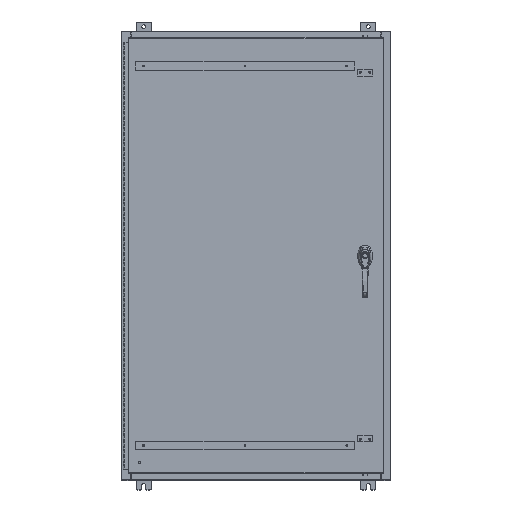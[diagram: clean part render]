
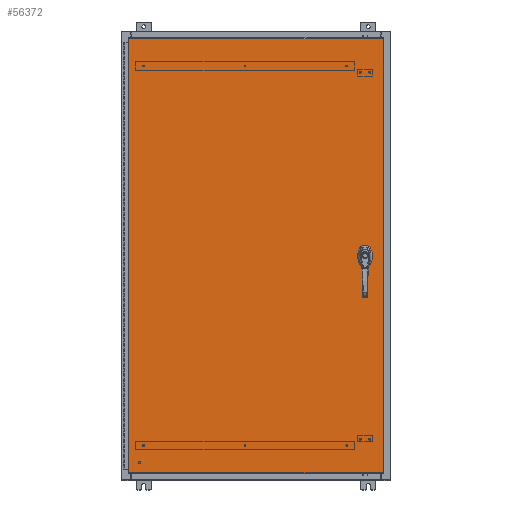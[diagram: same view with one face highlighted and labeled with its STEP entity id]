
A CAD part, top view. The second image highlights one B-rep face of the part: STEP entity #56372.
In plain terms, the highlighted planar face has unit normal (0, 0, 1).
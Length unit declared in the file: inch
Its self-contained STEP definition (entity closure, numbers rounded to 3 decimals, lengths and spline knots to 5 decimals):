
#945 = CARTESIAN_POINT ( 'NONE',  ( 14.4065, -1.338, 0. ) ) ;
#1728 = AXIS2_PLACEMENT_3D ( 'NONE', #48624, #126015, #59746 ) ;
#3906 = CIRCLE ( 'NONE', #1728, 0.45 ) ;
#4972 = ORIENTED_EDGE ( 'NONE', *, *, #34241, .F. ) ;
#6102 = CARTESIAN_POINT ( 'NONE',  ( 14.578, 0., 0. ) ) ;
#8262 = CARTESIAN_POINT ( 'NONE',  ( 14.7495, -1.338, 0. ) ) ;
#10356 = CARTESIAN_POINT ( 'NONE',  ( 14.77823, -0.403, 0. ) ) ;
#10924 = CARTESIAN_POINT ( 'NONE',  ( 14.981, 0., 0. ) ) ;
#11422 = EDGE_LOOP ( 'NONE', ( #18118, #112909 ) ) ;
#11595 = CARTESIAN_POINT ( 'NONE',  ( 14.175, -0.20023, 0. ) ) ;
#13797 = DIRECTION ( 'NONE',  ( 0., 0., 1. ) ) ;
#14435 = DIRECTION ( 'NONE',  ( -1., 0., 0. ) ) ;
#14889 = DIRECTION ( 'NONE',  ( 0., 0., 1. ) ) ;
#15341 = ORIENTED_EDGE ( 'NONE', *, *, #69047, .T. ) ;
#16967 = VECTOR ( 'NONE', #116129, 39.37008 ) ;
#17219 = DIRECTION ( 'NONE',  ( 1., 0., 0. ) ) ;
#18118 = ORIENTED_EDGE ( 'NONE', *, *, #93329, .F. ) ;
#21629 = VERTEX_POINT ( 'NONE', #70901 ) ;
#21997 = EDGE_CURVE ( 'NONE', #106093, #24898, #37519, .T. ) ;
#24197 = CARTESIAN_POINT ( 'NONE',  ( 14.578, -1.338, 0. ) ) ;
#24898 = VERTEX_POINT ( 'NONE', #10356 ) ;
#25563 = CARTESIAN_POINT ( 'NONE',  ( 14.981, 0.20023, 0. ) ) ;
#27631 = CARTESIAN_POINT ( 'NONE',  ( 16.9903, 29.0063, 0. ) ) ;
#28941 = CIRCLE ( 'NONE', #32898, 0.45 ) ;
#29275 = EDGE_CURVE ( 'NONE', #84659, #77284, #134601, .T. ) ;
#30273 = DIRECTION ( 'NONE',  ( 0., 1., 0. ) ) ;
#31806 = DIRECTION ( 'NONE',  ( 0., -1., 0. ) ) ;
#32898 = AXIS2_PLACEMENT_3D ( 'NONE', #80052, #13797, #91168 ) ;
#33222 = VERTEX_POINT ( 'NONE', #34107 ) ;
#33886 = EDGE_LOOP ( 'NONE', ( #132178, #65974, #78867, #89204, #121538, #4972, #40177, #99500 ) ) ;
#34107 = CARTESIAN_POINT ( 'NONE',  ( -16.9903, -29.0063, 0. ) ) ;
#34241 = EDGE_CURVE ( 'NONE', #21629, #134853, #106880, .T. ) ;
#34247 = EDGE_CURVE ( 'NONE', #94754, #63443, #54971, .T. ) ;
#35279 = DIRECTION ( 'NONE',  ( 1., 0., 0. ) ) ;
#37519 = LINE ( 'NONE', #48940, #122319 ) ;
#38410 = VECTOR ( 'NONE', #74745, 39.37008 ) ;
#40177 = ORIENTED_EDGE ( 'NONE', *, *, #111810, .F. ) ;
#42281 = CARTESIAN_POINT ( 'NONE',  ( -16.9903, -29.0063, 0. ) ) ;
#43014 = LINE ( 'NONE', #76218, #98439 ) ;
#43420 = VERTEX_POINT ( 'NONE', #11595 ) ;
#45077 = AXIS2_PLACEMENT_3D ( 'NONE', #6102, #83481, #17219 ) ;
#45372 = AXIS2_PLACEMENT_3D ( 'NONE', #121595, #55321, #132691 ) ;
#47272 = PLANE ( 'NONE',  #108443 ) ;
#48624 = CARTESIAN_POINT ( 'NONE',  ( 14.578, 0., 0. ) ) ;
#48940 = CARTESIAN_POINT ( 'NONE',  ( 0., -0.403, 0. ) ) ;
#52165 = VECTOR ( 'NONE', #30273, 39.37008 ) ;
#53276 = VECTOR ( 'NONE', #110499, 39.37008 ) ;
#54000 = FACE_BOUND ( 'NONE', #11422, .T. ) ;
#54971 = CIRCLE ( 'NONE', #45077, 0.45 ) ;
#55321 = DIRECTION ( 'NONE',  ( 0., 0., 1. ) ) ;
#55655 = LINE ( 'NONE', #96548, #52165 ) ;
#56060 = CARTESIAN_POINT ( 'NONE',  ( -16.9903, 29.0063, 0. ) ) ;
#56372 = ADVANCED_FACE ( 'NONE', ( #54000, #86936, #109374 ), #47272, .F. ) ;
#56687 = EDGE_CURVE ( 'NONE', #79831, #84659, #55655, .T. ) ;
#56767 = ORIENTED_EDGE ( 'NONE', *, *, #102519, .T. ) ;
#57137 = CARTESIAN_POINT ( 'NONE',  ( 16.9903, 29.0063, 0. ) ) ;
#59746 = DIRECTION ( 'NONE',  ( 1., 0., 0. ) ) ;
#61884 = ORIENTED_EDGE ( 'NONE', *, *, #29275, .T. ) ;
#63152 = CIRCLE ( 'NONE', #142089, 0.1715 ) ;
#63443 = VERTEX_POINT ( 'NONE', #96302 ) ;
#65776 = EDGE_CURVE ( 'NONE', #24898, #113914, #3906, .T. ) ;
#65790 = CARTESIAN_POINT ( 'NONE',  ( 16.9903, -29.0063, 0. ) ) ;
#65974 = ORIENTED_EDGE ( 'NONE', *, *, #65776, .F. ) ;
#69047 = EDGE_CURVE ( 'NONE', #77284, #33222, #112268, .T. ) ;
#69518 = CARTESIAN_POINT ( 'NONE',  ( 0., 0., 0. ) ) ;
#69731 = EDGE_CURVE ( 'NONE', #94754, #113914, #82731, .T. ) ;
#70901 = CARTESIAN_POINT ( 'NONE',  ( 14.37777, 0.403, 0. ) ) ;
#73898 = EDGE_CURVE ( 'NONE', #122180, #98135, #63152, .T. ) ;
#74738 = AXIS2_PLACEMENT_3D ( 'NONE', #81143, #14889, #92231 ) ;
#74745 = DIRECTION ( 'NONE',  ( 0., -1., 0. ) ) ;
#76218 = CARTESIAN_POINT ( 'NONE',  ( 0., 0.403, 0. ) ) ;
#77284 = VERTEX_POINT ( 'NONE', #56060 ) ;
#78726 = ORIENTED_EDGE ( 'NONE', *, *, #56687, .T. ) ;
#78867 = ORIENTED_EDGE ( 'NONE', *, *, #21997, .F. ) ;
#79831 = VERTEX_POINT ( 'NONE', #65790 ) ;
#80052 = CARTESIAN_POINT ( 'NONE',  ( 14.578, 0., 0. ) ) ;
#80696 = DIRECTION ( 'NONE',  ( 0., 0., -1. ) ) ;
#81143 = CARTESIAN_POINT ( 'NONE',  ( 14.578, 0., 0. ) ) ;
#82731 = LINE ( 'NONE', #10924, #53276 ) ;
#83481 = DIRECTION ( 'NONE',  ( 0., 0., 1. ) ) ;
#84659 = VERTEX_POINT ( 'NONE', #57137 ) ;
#86819 = DIRECTION ( 'NONE',  ( 1., 0., 0. ) ) ;
#86936 = FACE_OUTER_BOUND ( 'NONE', #106349, .T. ) ;
#86959 = CARTESIAN_POINT ( 'NONE',  ( -16.9903, 29.0063, 0. ) ) ;
#87349 = DIRECTION ( 'NONE',  ( -1., 0., 0. ) ) ;
#89204 = ORIENTED_EDGE ( 'NONE', *, *, #126004, .F. ) ;
#91168 = DIRECTION ( 'NONE',  ( 1., 0., 0. ) ) ;
#92231 = DIRECTION ( 'NONE',  ( 1., 0., 0. ) ) ;
#93329 = EDGE_CURVE ( 'NONE', #98135, #122180, #141081, .T. ) ;
#94754 = VERTEX_POINT ( 'NONE', #25563 ) ;
#96302 = CARTESIAN_POINT ( 'NONE',  ( 14.77823, 0.403, 0. ) ) ;
#96548 = CARTESIAN_POINT ( 'NONE',  ( 16.9903, -29.0063, 0. ) ) ;
#97010 = CARTESIAN_POINT ( 'NONE',  ( 14.175, 0., 0. ) ) ;
#98135 = VERTEX_POINT ( 'NONE', #8262 ) ;
#98439 = VECTOR ( 'NONE', #87349, 39.37008 ) ;
#99500 = ORIENTED_EDGE ( 'NONE', *, *, #34247, .F. ) ;
#101603 = DIRECTION ( 'NONE',  ( 0., 0., 1. ) ) ;
#102519 = EDGE_CURVE ( 'NONE', #33222, #79831, #135500, .T. ) ;
#104111 = DIRECTION ( 'NONE',  ( 1., 0., 0. ) ) ;
#106093 = VERTEX_POINT ( 'NONE', #110692 ) ;
#106126 = VECTOR ( 'NONE', #86819, 39.37008 ) ;
#106349 = EDGE_LOOP ( 'NONE', ( #56767, #78726, #61884, #15341 ) ) ;
#106880 = CIRCLE ( 'NONE', #74738, 0.45 ) ;
#108443 = AXIS2_PLACEMENT_3D ( 'NONE', #69518, #80696, #14435 ) ;
#109374 = FACE_BOUND ( 'NONE', #33886, .T. ) ;
#110499 = DIRECTION ( 'NONE',  ( 0., -1., 0. ) ) ;
#110692 = CARTESIAN_POINT ( 'NONE',  ( 14.37777, -0.403, 0. ) ) ;
#111810 = EDGE_CURVE ( 'NONE', #63443, #21629, #43014, .T. ) ;
#112268 = LINE ( 'NONE', #86959, #138151 ) ;
#112909 = ORIENTED_EDGE ( 'NONE', *, *, #73898, .F. ) ;
#113914 = VERTEX_POINT ( 'NONE', #135495 ) ;
#116129 = DIRECTION ( 'NONE',  ( -1., 0., 0. ) ) ;
#119279 = CARTESIAN_POINT ( 'NONE',  ( 14.175, 0.20023, 0. ) ) ;
#121538 = ORIENTED_EDGE ( 'NONE', *, *, #141488, .F. ) ;
#121595 = CARTESIAN_POINT ( 'NONE',  ( 14.578, -1.338, 0. ) ) ;
#122180 = VERTEX_POINT ( 'NONE', #945 ) ;
#122319 = VECTOR ( 'NONE', #104111, 39.37008 ) ;
#126004 = EDGE_CURVE ( 'NONE', #43420, #106093, #28941, .T. ) ;
#126015 = DIRECTION ( 'NONE',  ( 0., 0., 1. ) ) ;
#126699 = LINE ( 'NONE', #97010, #38410 ) ;
#132178 = ORIENTED_EDGE ( 'NONE', *, *, #69731, .T. ) ;
#132691 = DIRECTION ( 'NONE',  ( 1., 0., 0. ) ) ;
#134601 = LINE ( 'NONE', #27631, #16967 ) ;
#134853 = VERTEX_POINT ( 'NONE', #119279 ) ;
#135495 = CARTESIAN_POINT ( 'NONE',  ( 14.981, -0.20023, 0. ) ) ;
#135500 = LINE ( 'NONE', #42281, #106126 ) ;
#138151 = VECTOR ( 'NONE', #31806, 39.37008 ) ;
#141081 = CIRCLE ( 'NONE', #45372, 0.1715 ) ;
#141488 = EDGE_CURVE ( 'NONE', #134853, #43420, #126699, .T. ) ;
#142089 = AXIS2_PLACEMENT_3D ( 'NONE', #24197, #101603, #35279 ) ;
